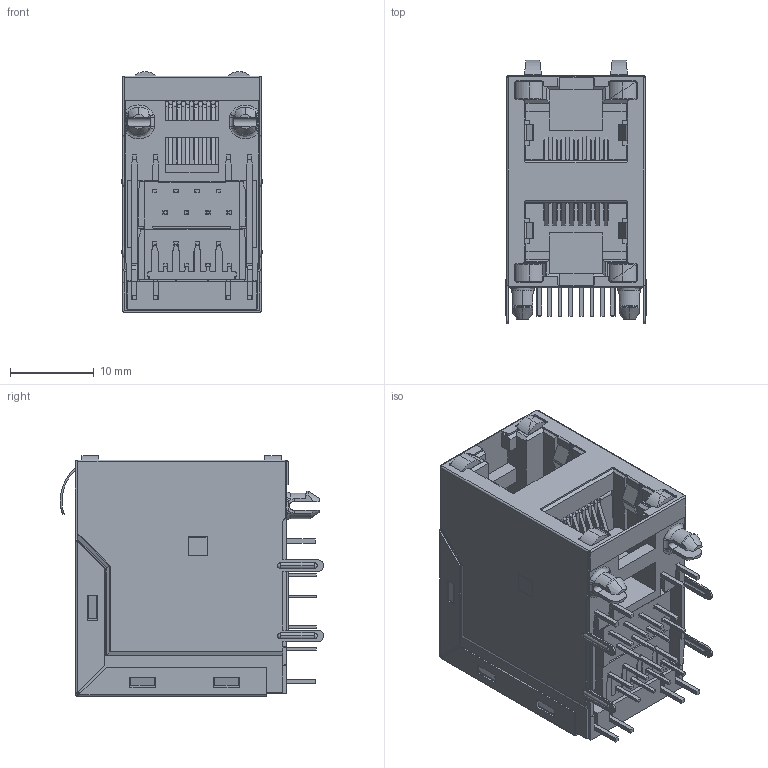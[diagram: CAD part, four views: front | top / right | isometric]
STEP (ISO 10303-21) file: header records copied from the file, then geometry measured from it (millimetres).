
FILE_DESCRIPTION (( 'STEP AP203' ), '1' );
FILE_NAME ('J96028822N18221.STEP', '2020-03-20T23:00:02', ( '' ), ( '' ), 'SwSTEP 2.0', 'SolidWorks 2016', '' );
FILE_SCHEMA (( 'CONFIG_CONTROL_DESIGN' ));
Length unit declared in the file: millimetre
Products named in the file (14): 96 LED RH Lower_8-Red-Yellow; 96 Grounding_2 Ports; 96 LED LH Lower_1-Yellow; 96 Shield_2 Ports LED - EMI; 96 Contact Lock Upper; 96 Contacts Upper; 96 LED LH Upper_1-Yellow; 96 Contact Lock Lower; 96 Back Plate_2 Ports; J96028822N18221; 96 Insulator Insert; 96 Insulator_2 Ports; 96 LED RH Upper_8-Red-Yellow; 96 Contacts Lower
Assembly tree (13 placements, depth 2):
  J96028822N18221
    96 Insulator_2 Ports
    96 LED LH Lower_1-Yellow
    96 LED RH Lower_8-Red-Yellow
    96 Contacts Lower
    96 Contact Lock Lower
    96 Grounding_2 Ports
    96 Contacts Upper
    96 Contact Lock Upper
    96 Insulator Insert
    96 LED LH Upper_1-Yellow
    96 LED RH Upper_8-Red-Yellow
    96 Back Plate_2 Ports
    96 Shield_2 Ports LED - EMI
Bounding box: 16.8 x 31.38 x 28.68 mm (x, y, z)
Volume: 6848.9 mm3; surface area: 19093.7 mm2
Topology: 27 solids, 27 shells, 2421 faces, 6756 edges, 4337 vertices
Faces by surface type: plane 1865, cylinder 450, bspline 98, cone 8
Entity records: 80240 total; most frequent: CARTESIAN_POINT 17713, ORIENTED_EDGE 13480, DIRECTION 11552, EDGE_CURVE 6740, LINE 5472, VECTOR 5472, VERTEX_POINT 4337, AXIS2_PLACEMENT_3D 3040
